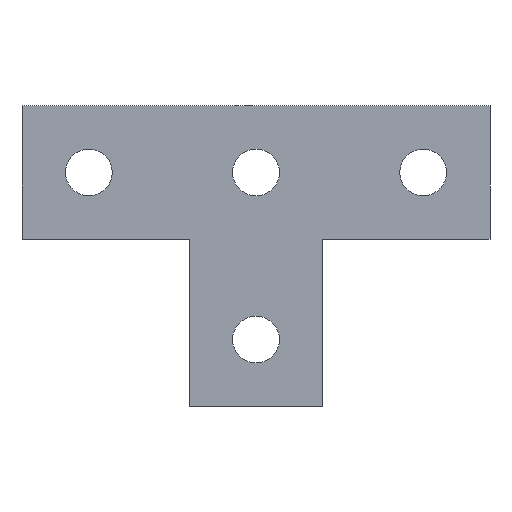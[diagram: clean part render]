
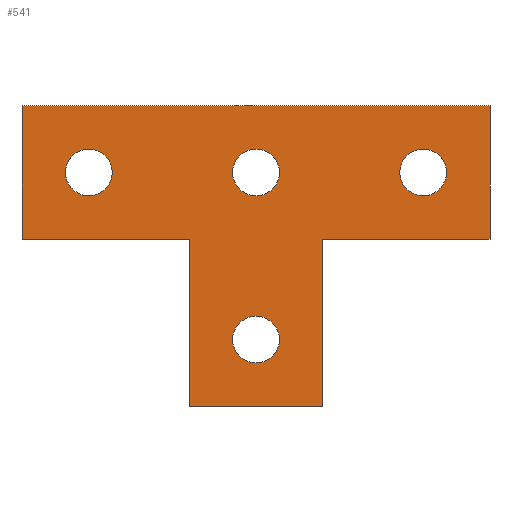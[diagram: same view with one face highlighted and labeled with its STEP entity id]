
A CAD part, front view. The second image highlights one B-rep face of the part: STEP entity #541.
In plain terms, the highlighted planar face has unit normal (0, -1, 0).
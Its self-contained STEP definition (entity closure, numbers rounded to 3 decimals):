
#3 = CARTESIAN_POINT ( 'NONE',  ( 90., 0., -40. ) ) ;
#4 = VERTEX_POINT ( 'NONE', #460 ) ;
#9 = CARTESIAN_POINT ( 'NONE',  ( -30., 0., -20. ) ) ;
#12 = DIRECTION ( 'NONE',  ( -1., 0., 0. ) ) ;
#15 = LINE ( 'NONE', #387, #62 ) ;
#27 = AXIS2_PLACEMENT_3D ( 'NONE', #195, #504, #51 ) ;
#28 = DIRECTION ( 'NONE',  ( 0., 0., 1. ) ) ;
#30 = VERTEX_POINT ( 'NONE', #414 ) ;
#32 = FACE_BOUND ( 'NONE', #216, .T. ) ;
#51 = DIRECTION ( 'NONE',  ( 0., 0., 1. ) ) ;
#52 = VECTOR ( 'NONE', #254, 1000. ) ;
#53 = CARTESIAN_POINT ( 'NONE',  ( 70., 0., -13. ) ) ;
#58 = VERTEX_POINT ( 'NONE', #130 ) ;
#62 = VECTOR ( 'NONE', #578, 1000. ) ;
#66 = DIRECTION ( 'NONE',  ( 0., 1., 0. ) ) ;
#71 = VECTOR ( 'NONE', #12, 1000. ) ;
#72 = DIRECTION ( 'NONE',  ( 0., 0., -1. ) ) ;
#77 = CARTESIAN_POINT ( 'NONE',  ( -50., 0., -40. ) ) ;
#78 = FACE_OUTER_BOUND ( 'NONE', #540, .T. ) ;
#87 = VERTEX_POINT ( 'NONE', #440 ) ;
#88 = CARTESIAN_POINT ( 'NONE',  ( -50., 0., 0. ) ) ;
#95 = ORIENTED_EDGE ( 'NONE', *, *, #428, .T. ) ;
#96 = DIRECTION ( 'NONE',  ( 0., 0., 1. ) ) ;
#101 = LINE ( 'NONE', #295, #173 ) ;
#110 = DIRECTION ( 'NONE',  ( 0., 0., 1. ) ) ;
#114 = ORIENTED_EDGE ( 'NONE', *, *, #505, .T. ) ;
#118 = CIRCLE ( 'NONE', #280, 7. ) ;
#121 = EDGE_CURVE ( 'NONE', #445, #378, #346, .T. ) ;
#129 = AXIS2_PLACEMENT_3D ( 'NONE', #543, #533, #72 ) ;
#130 = CARTESIAN_POINT ( 'NONE',  ( 0., 0., -40. ) ) ;
#131 = ORIENTED_EDGE ( 'NONE', *, *, #316, .F. ) ;
#135 = EDGE_LOOP ( 'NONE', ( #114, #95 ) ) ;
#136 = EDGE_CURVE ( 'NONE', #435, #605, #15, .T. ) ;
#141 = CIRCLE ( 'NONE', #580, 7. ) ;
#147 = EDGE_CURVE ( 'NONE', #572, #306, #427, .T. ) ;
#156 = CARTESIAN_POINT ( 'NONE',  ( 70., 0., -20. ) ) ;
#158 = VECTOR ( 'NONE', #477, 1000. ) ;
#160 = DIRECTION ( 'NONE',  ( 0., 0., 1. ) ) ;
#162 = AXIS2_PLACEMENT_3D ( 'NONE', #595, #355, #28 ) ;
#164 = DIRECTION ( 'NONE',  ( -1., 0., 0. ) ) ;
#166 = FACE_BOUND ( 'NONE', #135, .T. ) ;
#169 = CARTESIAN_POINT ( 'NONE',  ( 0., 0., 0. ) ) ;
#170 = ORIENTED_EDGE ( 'NONE', *, *, #503, .T. ) ;
#173 = VECTOR ( 'NONE', #286, 1000. ) ;
#177 = CARTESIAN_POINT ( 'NONE',  ( 20., 0., -77. ) ) ;
#178 = ORIENTED_EDGE ( 'NONE', *, *, #607, .F. ) ;
#186 = DIRECTION ( 'NONE',  ( 0., 1., 0. ) ) ;
#187 = EDGE_CURVE ( 'NONE', #605, #572, #101, .T. ) ;
#192 = VERTEX_POINT ( 'NONE', #53 ) ;
#195 = CARTESIAN_POINT ( 'NONE',  ( 70., 0., -20. ) ) ;
#204 = AXIS2_PLACEMENT_3D ( 'NONE', #356, #587, #160 ) ;
#213 = VECTOR ( 'NONE', #110, 1000. ) ;
#216 = EDGE_LOOP ( 'NONE', ( #432, #170 ) ) ;
#219 = FACE_BOUND ( 'NONE', #584, .T. ) ;
#220 = DIRECTION ( 'NONE',  ( 0., 1., 0. ) ) ;
#236 = VERTEX_POINT ( 'NONE', #177 ) ;
#246 = EDGE_LOOP ( 'NONE', ( #521, #582 ) ) ;
#250 = EDGE_CURVE ( 'NONE', #378, #58, #411, .T. ) ;
#251 = CARTESIAN_POINT ( 'NONE',  ( 0., 0., -90. ) ) ;
#254 = DIRECTION ( 'NONE',  ( 0., 0., 1. ) ) ;
#255 = CARTESIAN_POINT ( 'NONE',  ( 90., 0., 0. ) ) ;
#264 = FACE_BOUND ( 'NONE', #246, .T. ) ;
#269 = CIRCLE ( 'NONE', #570, 7. ) ;
#280 = AXIS2_PLACEMENT_3D ( 'NONE', #449, #220, #446 ) ;
#286 = DIRECTION ( 'NONE',  ( 0., 0., -1. ) ) ;
#292 = CIRCLE ( 'NONE', #162, 7. ) ;
#295 = CARTESIAN_POINT ( 'NONE',  ( 90., 0., 0. ) ) ;
#296 = ORIENTED_EDGE ( 'NONE', *, *, #250, .F. ) ;
#304 = LINE ( 'NONE', #443, #213 ) ;
#306 = VERTEX_POINT ( 'NONE', #538 ) ;
#311 = DIRECTION ( 'NONE',  ( 0., 0., -1. ) ) ;
#316 = EDGE_CURVE ( 'NONE', #527, #435, #304, .T. ) ;
#328 = DIRECTION ( 'NONE',  ( 0., 0., -1. ) ) ;
#337 = EDGE_CURVE ( 'NONE', #30, #389, #118, .T. ) ;
#339 = ORIENTED_EDGE ( 'NONE', *, *, #121, .F. ) ;
#342 = VECTOR ( 'NONE', #328, 1000. ) ;
#344 = EDGE_CURVE ( 'NONE', #58, #527, #590, .T. ) ;
#345 = EDGE_CURVE ( 'NONE', #501, #236, #292, .T. ) ;
#346 = LINE ( 'NONE', #528, #71 ) ;
#355 = DIRECTION ( 'NONE',  ( 0., 1., 0. ) ) ;
#356 = CARTESIAN_POINT ( 'NONE',  ( 20., 0., -20. ) ) ;
#373 = CIRCLE ( 'NONE', #204, 7. ) ;
#378 = VERTEX_POINT ( 'NONE', #386 ) ;
#386 = CARTESIAN_POINT ( 'NONE',  ( 0., 0., -90. ) ) ;
#387 = CARTESIAN_POINT ( 'NONE',  ( 90., 0., 0. ) ) ;
#389 = VERTEX_POINT ( 'NONE', #576 ) ;
#402 = CIRCLE ( 'NONE', #129, 7. ) ;
#406 = PLANE ( 'NONE',  #476 ) ;
#409 = DIRECTION ( 'NONE',  ( 0., 0., 1. ) ) ;
#411 = LINE ( 'NONE', #251, #52 ) ;
#412 = EDGE_CURVE ( 'NONE', #236, #501, #615, .T. ) ;
#414 = CARTESIAN_POINT ( 'NONE',  ( 20., 0., -27. ) ) ;
#419 = DIRECTION ( 'NONE',  ( 0., 1., 0. ) ) ;
#420 = ORIENTED_EDGE ( 'NONE', *, *, #344, .F. ) ;
#422 = AXIS2_PLACEMENT_3D ( 'NONE', #611, #186, #96 ) ;
#427 = LINE ( 'NONE', #3, #158 ) ;
#428 = EDGE_CURVE ( 'NONE', #192, #599, #591, .T. ) ;
#432 = ORIENTED_EDGE ( 'NONE', *, *, #512, .T. ) ;
#433 = CARTESIAN_POINT ( 'NONE',  ( 20., 0., -63. ) ) ;
#435 = VERTEX_POINT ( 'NONE', #88 ) ;
#440 = CARTESIAN_POINT ( 'NONE',  ( -30., 0., -27. ) ) ;
#443 = CARTESIAN_POINT ( 'NONE',  ( -50., 0., 0. ) ) ;
#445 = VERTEX_POINT ( 'NONE', #500 ) ;
#446 = DIRECTION ( 'NONE',  ( 0., 0., 1. ) ) ;
#447 = LINE ( 'NONE', #461, #342 ) ;
#449 = CARTESIAN_POINT ( 'NONE',  ( 20., 0., -20. ) ) ;
#452 = ORIENTED_EDGE ( 'NONE', *, *, #187, .F. ) ;
#453 = VECTOR ( 'NONE', #164, 1000. ) ;
#460 = CARTESIAN_POINT ( 'NONE',  ( -30., 0., -13. ) ) ;
#461 = CARTESIAN_POINT ( 'NONE',  ( 40., 0., -40. ) ) ;
#476 = AXIS2_PLACEMENT_3D ( 'NONE', #169, #486, #409 ) ;
#477 = DIRECTION ( 'NONE',  ( -1., 0., 0. ) ) ;
#486 = DIRECTION ( 'NONE',  ( 0., 1., 0. ) ) ;
#489 = CARTESIAN_POINT ( 'NONE',  ( 90., 0., -40. ) ) ;
#493 = DIRECTION ( 'NONE',  ( 0., 0., 1. ) ) ;
#496 = CARTESIAN_POINT ( 'NONE',  ( -50., 0., -40. ) ) ;
#500 = CARTESIAN_POINT ( 'NONE',  ( 40., 0., -90. ) ) ;
#501 = VERTEX_POINT ( 'NONE', #433 ) ;
#503 = EDGE_CURVE ( 'NONE', #4, #87, #141, .T. ) ;
#504 = DIRECTION ( 'NONE',  ( 0., 1., 0. ) ) ;
#505 = EDGE_CURVE ( 'NONE', #599, #192, #269, .T. ) ;
#509 = ORIENTED_EDGE ( 'NONE', *, *, #136, .F. ) ;
#512 = EDGE_CURVE ( 'NONE', #87, #4, #402, .T. ) ;
#519 = ORIENTED_EDGE ( 'NONE', *, *, #147, .F. ) ;
#521 = ORIENTED_EDGE ( 'NONE', *, *, #412, .T. ) ;
#527 = VERTEX_POINT ( 'NONE', #496 ) ;
#528 = CARTESIAN_POINT ( 'NONE',  ( 40., 0., -90. ) ) ;
#533 = DIRECTION ( 'NONE',  ( 0., 1., 0. ) ) ;
#538 = CARTESIAN_POINT ( 'NONE',  ( 40., 0., -40. ) ) ;
#539 = CARTESIAN_POINT ( 'NONE',  ( 70., 0., -27. ) ) ;
#540 = EDGE_LOOP ( 'NONE', ( #339, #178, #519, #452, #509, #131, #420, #296 ) ) ;
#541 = ADVANCED_FACE ( 'NONE', ( #78, #219, #166, #264, #32 ), #406, .F. ) ;
#543 = CARTESIAN_POINT ( 'NONE',  ( -30., 0., -20. ) ) ;
#563 = ORIENTED_EDGE ( 'NONE', *, *, #567, .T. ) ;
#566 = ORIENTED_EDGE ( 'NONE', *, *, #337, .T. ) ;
#567 = EDGE_CURVE ( 'NONE', #389, #30, #373, .T. ) ;
#570 = AXIS2_PLACEMENT_3D ( 'NONE', #156, #66, #493 ) ;
#572 = VERTEX_POINT ( 'NONE', #489 ) ;
#576 = CARTESIAN_POINT ( 'NONE',  ( 20., 0., -13. ) ) ;
#578 = DIRECTION ( 'NONE',  ( 1., 0., 0. ) ) ;
#580 = AXIS2_PLACEMENT_3D ( 'NONE', #9, #419, #311 ) ;
#582 = ORIENTED_EDGE ( 'NONE', *, *, #345, .T. ) ;
#584 = EDGE_LOOP ( 'NONE', ( #566, #563 ) ) ;
#587 = DIRECTION ( 'NONE',  ( 0., 1., 0. ) ) ;
#590 = LINE ( 'NONE', #77, #453 ) ;
#591 = CIRCLE ( 'NONE', #27, 7. ) ;
#595 = CARTESIAN_POINT ( 'NONE',  ( 20., 0., -70. ) ) ;
#599 = VERTEX_POINT ( 'NONE', #539 ) ;
#605 = VERTEX_POINT ( 'NONE', #255 ) ;
#607 = EDGE_CURVE ( 'NONE', #306, #445, #447, .T. ) ;
#611 = CARTESIAN_POINT ( 'NONE',  ( 20., 0., -70. ) ) ;
#615 = CIRCLE ( 'NONE', #422, 7. ) ;
